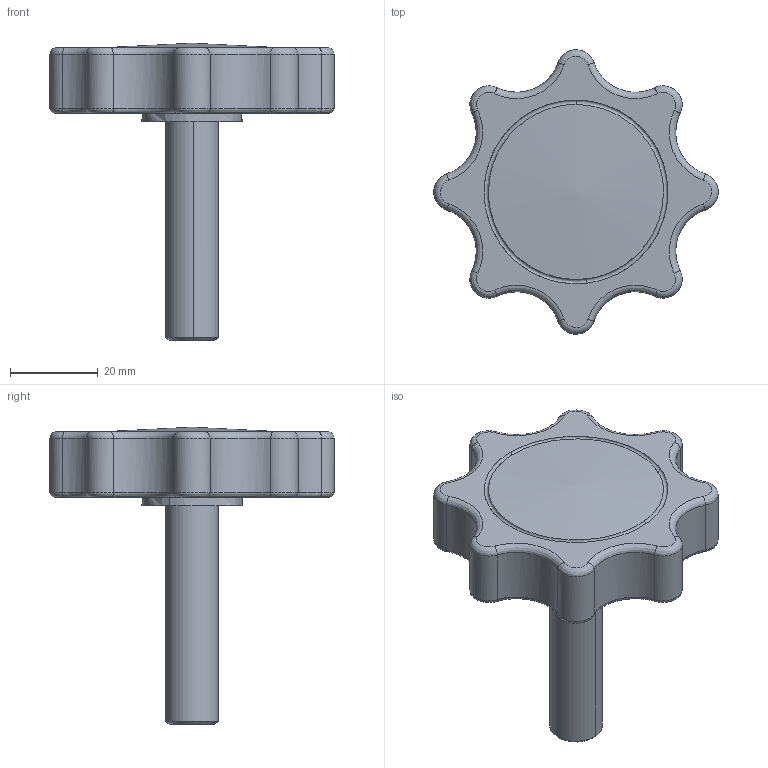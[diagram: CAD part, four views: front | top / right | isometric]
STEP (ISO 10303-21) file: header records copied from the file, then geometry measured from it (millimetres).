
FILE_DESCRIPTION((''),'2;1');
FILE_NAME('','2005-07-15T10:55:02',(''),(''),'','CADfix','');
FILE_SCHEMA(('AUTOMOTIVE_DESIGN'));
Length unit declared in the file: millimetre
Products named in the file (3): screw; knob; KP_65B_8212_36
Assembly tree (2 placements, depth 2):
  KP_65B_8212_36
    screw
    knob
Bounding box: 64.99 x 64.99 x 68 mm (x, y, z)
Volume: 29475.8 mm3; surface area: 15499.6 mm2
Topology: 2 solids, 2 shells, 120 faces, 300 edges, 188 vertices
Faces by surface type: bspline 120
Entity records: 4086 total; most frequent: CARTESIAN_POINT 2455, ORIENTED_EDGE 600, EDGE_CURVE 300, VERTEX_POINT 188, EDGE_LOOP 124, FACE_OUTER_BOUND 120, ADVANCED_FACE 120, QUASI_UNIFORM_CURVE 66
